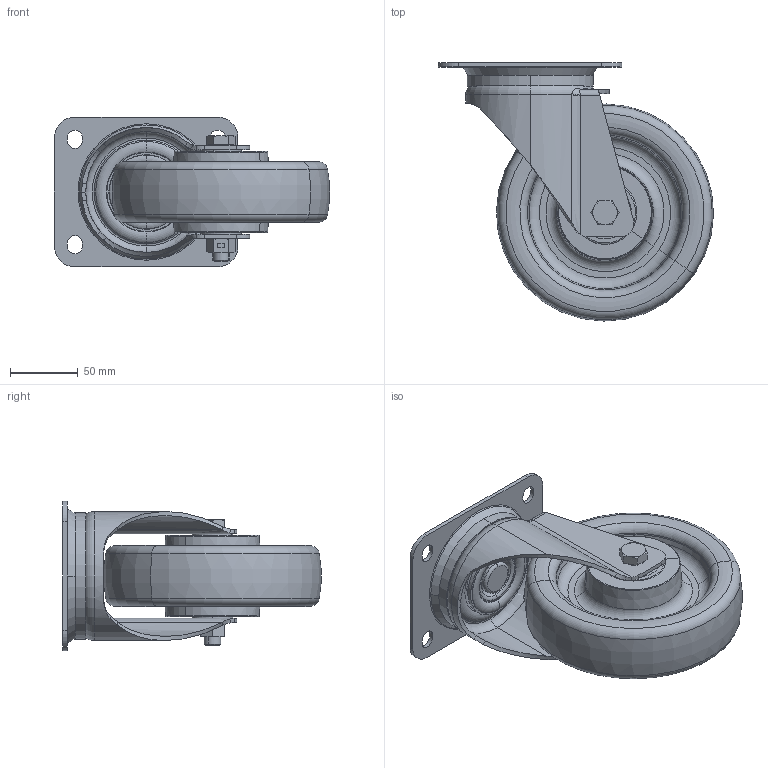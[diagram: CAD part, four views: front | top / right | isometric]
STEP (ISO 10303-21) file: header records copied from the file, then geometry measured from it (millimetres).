
FILE_DESCRIPTION (( 'STEP AP214' ), '1' );
FILE_NAME ('0055929.step', '2023-06-13T07:30:26', ( '' ), ( '' ), 'SwSTEP 2.0', 'SolidWorks 2020', '' );
FILE_SCHEMA (( 'AUTOMOTIVE_DESIGN' ));
Length unit declared in the file: millimetre
Products named in the file (1): 0055929
Bounding box: 202.36 x 189.86 x 110 mm (x, y, z)
Volume: 846226.1 mm3; surface area: 278899.1 mm2
Topology: 28 solids, 28 shells, 644 faces, 1474 edges, 883 vertices
Faces by surface type: torus 166, plane 165, cylinder 141, cone 90, bspline 58, sphere 24
Entity records: 29862 total; most frequent: CARTESIAN_POINT 8071, DIRECTION 3265, ORIENTED_EDGE 2852, EDGE_CURVE 1426, AXIS2_PLACEMENT_3D 1421, VERTEX_POINT 859, CIRCLE 834, EDGE_LOOP 713
